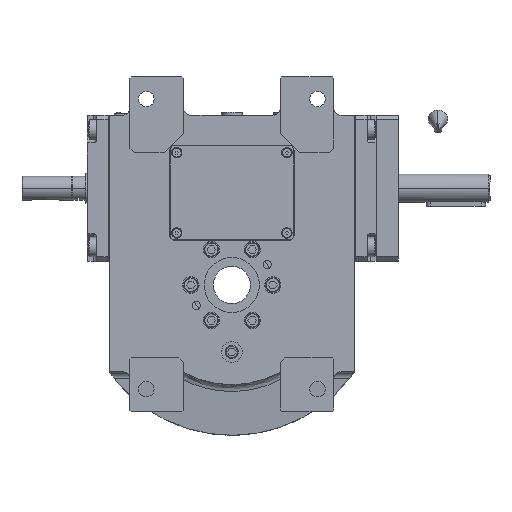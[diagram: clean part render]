
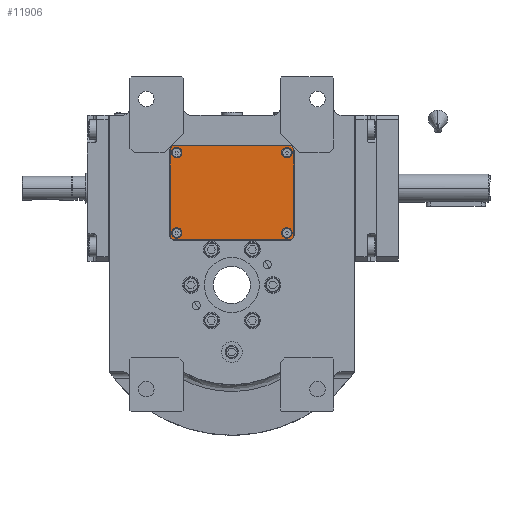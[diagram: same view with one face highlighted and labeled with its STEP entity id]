
A CAD part, front view. The second image highlights one B-rep face of the part: STEP entity #11906.
In plain terms, the highlighted face is planar.
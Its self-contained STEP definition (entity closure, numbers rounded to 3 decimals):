
#392 = DIRECTION ( 'NONE',  ( 1., 0., 0. ) ) ;
#688 = DIRECTION ( 'NONE',  ( 0.707, 0.707, 0. ) ) ;
#1229 = CARTESIAN_POINT ( 'NONE',  ( 33.5, 27., 3. ) ) ;
#2529 = DIRECTION ( 'NONE',  ( -1., 0., 0. ) ) ;
#3222 = VERTEX_POINT ( 'NONE', #57968 ) ;
#4480 = CIRCLE ( 'NONE', #38444, 3.5 ) ;
#4500 = DIRECTION ( 'NONE',  ( 0., 0., 1. ) ) ;
#4628 = EDGE_LOOP ( 'NONE', ( #45919, #33464, #69106, #51047, #55274, #25357, #10718, #57277 ) ) ;
#4748 = AXIS2_PLACEMENT_3D ( 'NONE', #5263, #10737, #61748 ) ;
#5263 = CARTESIAN_POINT ( 'NONE',  ( -37., -27., 3. ) ) ;
#5495 = ORIENTED_EDGE ( 'NONE', *, *, #53412, .F. ) ;
#6239 = EDGE_CURVE ( 'NONE', #56645, #27888, #50880, .T. ) ;
#6941 = CIRCLE ( 'NONE', #4748, 3.5 ) ;
#7746 = CARTESIAN_POINT ( 'NONE',  ( 39.5, 31.5, 3. ) ) ;
#8053 = EDGE_CURVE ( 'NONE', #17066, #55939, #36831, .T. ) ;
#8191 = ORIENTED_EDGE ( 'NONE', *, *, #60384, .F. ) ;
#8711 = LINE ( 'NONE', #13486, #72229 ) ;
#8849 = CARTESIAN_POINT ( 'NONE',  ( 33.5, -27., 3. ) ) ;
#8935 = CARTESIAN_POINT ( 'NONE',  ( 41.5, 29.5, 3. ) ) ;
#9062 = DIRECTION ( 'NONE',  ( -0.707, -0.707, 0. ) ) ;
#9884 = FACE_BOUND ( 'NONE', #30466, .T. ) ;
#10323 = CARTESIAN_POINT ( 'NONE',  ( 40.5, -27., 3. ) ) ;
#10521 = DIRECTION ( 'NONE',  ( 1., 0., 0. ) ) ;
#10718 = ORIENTED_EDGE ( 'NONE', *, *, #71437, .T. ) ;
#10737 = DIRECTION ( 'NONE',  ( 0., 0., 1. ) ) ;
#11166 = CIRCLE ( 'NONE', #59242, 3.5 ) ;
#11559 = VECTOR ( 'NONE', #688, 1000. ) ;
#11906 = ADVANCED_FACE ( 'NONE', ( #66030, #44745, #66381, #9884, #67129 ), #16096, .T. ) ;
#13012 = CIRCLE ( 'NONE', #38779, 3.5 ) ;
#13486 = CARTESIAN_POINT ( 'NONE',  ( -39.5, 31.5, 3. ) ) ;
#14205 = VECTOR ( 'NONE', #54281, 1000. ) ;
#15061 = DIRECTION ( 'NONE',  ( 1., 0., 0. ) ) ;
#15745 = CARTESIAN_POINT ( 'NONE',  ( 0., 0., 3. ) ) ;
#16064 = ORIENTED_EDGE ( 'NONE', *, *, #44851, .F. ) ;
#16096 = PLANE ( 'NONE',  #41037 ) ;
#16575 = VECTOR ( 'NONE', #2529, 1000. ) ;
#17066 = VERTEX_POINT ( 'NONE', #38998 ) ;
#18023 = DIRECTION ( 'NONE',  ( -1., 0., 0. ) ) ;
#18088 = CARTESIAN_POINT ( 'NONE',  ( -33.5, 27., 3. ) ) ;
#19806 = VECTOR ( 'NONE', #33356, 1000. ) ;
#20050 = CIRCLE ( 'NONE', #27071, 3.5 ) ;
#20181 = AXIS2_PLACEMENT_3D ( 'NONE', #60104, #63167, #29791 ) ;
#20541 = DIRECTION ( 'NONE',  ( -1., 0., 0. ) ) ;
#21168 = DIRECTION ( 'NONE',  ( 1., 0., 0. ) ) ;
#21560 = CARTESIAN_POINT ( 'NONE',  ( -37., 27., 3. ) ) ;
#21865 = EDGE_CURVE ( 'NONE', #53019, #38059, #4480, .T. ) ;
#22002 = DIRECTION ( 'NONE',  ( 0., 0., 1. ) ) ;
#22458 = EDGE_CURVE ( 'NONE', #27888, #17066, #26727, .T. ) ;
#22987 = EDGE_LOOP ( 'NONE', ( #5495, #66735 ) ) ;
#23021 = CARTESIAN_POINT ( 'NONE',  ( 39.5, -31.5, 3. ) ) ;
#23086 = EDGE_LOOP ( 'NONE', ( #16064, #58925 ) ) ;
#24236 = CARTESIAN_POINT ( 'NONE',  ( -37., 27., 3. ) ) ;
#24660 = VERTEX_POINT ( 'NONE', #47218 ) ;
#24670 = ORIENTED_EDGE ( 'NONE', *, *, #21865, .F. ) ;
#25292 = VERTEX_POINT ( 'NONE', #34627 ) ;
#25357 = ORIENTED_EDGE ( 'NONE', *, *, #67084, .T. ) ;
#26225 = EDGE_CURVE ( 'NONE', #55939, #27066, #51293, .T. ) ;
#26408 = CARTESIAN_POINT ( 'NONE',  ( -41.5, 29.5, 3. ) ) ;
#26727 = LINE ( 'NONE', #49079, #19806 ) ;
#26765 = LINE ( 'NONE', #26408, #14205 ) ;
#26903 = EDGE_CURVE ( 'NONE', #24660, #44600, #13012, .T. ) ;
#27066 = VERTEX_POINT ( 'NONE', #40046 ) ;
#27071 = AXIS2_PLACEMENT_3D ( 'NONE', #24236, #68297, #18023 ) ;
#27333 = EDGE_CURVE ( 'NONE', #42285, #38910, #26765, .T. ) ;
#27888 = VERTEX_POINT ( 'NONE', #36088 ) ;
#28336 = VERTEX_POINT ( 'NONE', #1229 ) ;
#28448 = AXIS2_PLACEMENT_3D ( 'NONE', #64964, #48419, #70823 ) ;
#29791 = DIRECTION ( 'NONE',  ( 1., 0., 0. ) ) ;
#30361 = CARTESIAN_POINT ( 'NONE',  ( 39.5, 31.5, 3. ) ) ;
#30466 = EDGE_LOOP ( 'NONE', ( #24670, #8191 ) ) ;
#31533 = DIRECTION ( 'NONE',  ( 0., 0., 1. ) ) ;
#32390 = VECTOR ( 'NONE', #52954, 1000. ) ;
#33356 = DIRECTION ( 'NONE',  ( 0., 1., 0. ) ) ;
#33464 = ORIENTED_EDGE ( 'NONE', *, *, #8053, .T. ) ;
#33786 = VERTEX_POINT ( 'NONE', #68978 ) ;
#34084 = CARTESIAN_POINT ( 'NONE',  ( -41.5, -29.5, 3. ) ) ;
#34627 = CARTESIAN_POINT ( 'NONE',  ( -40.5, 27., 3. ) ) ;
#36088 = CARTESIAN_POINT ( 'NONE',  ( 41.5, -29.5, 3. ) ) ;
#36831 = LINE ( 'NONE', #8935, #32390 ) ;
#37382 = CARTESIAN_POINT ( 'NONE',  ( 37., 27., 3. ) ) ;
#37630 = CIRCLE ( 'NONE', #41162, 3.5 ) ;
#38059 = VERTEX_POINT ( 'NONE', #8849 ) ;
#38444 = AXIS2_PLACEMENT_3D ( 'NONE', #65345, #70858, #15061 ) ;
#38779 = AXIS2_PLACEMENT_3D ( 'NONE', #71616, #4500, #55075 ) ;
#38910 = VERTEX_POINT ( 'NONE', #57135 ) ;
#38998 = CARTESIAN_POINT ( 'NONE',  ( 41.5, 29.5, 3. ) ) ;
#40046 = CARTESIAN_POINT ( 'NONE',  ( -39.5, 31.5, 3. ) ) ;
#41003 = EDGE_CURVE ( 'NONE', #3222, #28336, #58835, .T. ) ;
#41037 = AXIS2_PLACEMENT_3D ( 'NONE', #15745, #22002, #392 ) ;
#41162 = AXIS2_PLACEMENT_3D ( 'NONE', #37382, #31533, #20541 ) ;
#41320 = CIRCLE ( 'NONE', #28448, 3.5 ) ;
#42285 = VERTEX_POINT ( 'NONE', #62029 ) ;
#44600 = VERTEX_POINT ( 'NONE', #49232 ) ;
#44745 = FACE_BOUND ( 'NONE', #46373, .T. ) ;
#44851 = EDGE_CURVE ( 'NONE', #44600, #24660, #6941, .T. ) ;
#45392 = VECTOR ( 'NONE', #56441, 1000. ) ;
#45919 = ORIENTED_EDGE ( 'NONE', *, *, #22458, .T. ) ;
#46373 = EDGE_LOOP ( 'NONE', ( #56577, #51095 ) ) ;
#47218 = CARTESIAN_POINT ( 'NONE',  ( -40.5, -27., 3. ) ) ;
#48043 = VERTEX_POINT ( 'NONE', #18088 ) ;
#48419 = DIRECTION ( 'NONE',  ( 0., 0., 1. ) ) ;
#49079 = CARTESIAN_POINT ( 'NONE',  ( 41.5, -29.5, 3. ) ) ;
#49232 = CARTESIAN_POINT ( 'NONE',  ( -33.5, -27., 3. ) ) ;
#49797 = CARTESIAN_POINT ( 'NONE',  ( 39.5, -31.5, 3. ) ) ;
#50128 = LINE ( 'NONE', #58659, #66564 ) ;
#50880 = LINE ( 'NONE', #23021, #11559 ) ;
#51047 = ORIENTED_EDGE ( 'NONE', *, *, #69847, .T. ) ;
#51095 = ORIENTED_EDGE ( 'NONE', *, *, #57391, .F. ) ;
#51293 = LINE ( 'NONE', #30361, #16575 ) ;
#52954 = DIRECTION ( 'NONE',  ( -0.707, 0.707, 0. ) ) ;
#53019 = VERTEX_POINT ( 'NONE', #10323 ) ;
#53412 = EDGE_CURVE ( 'NONE', #48043, #25292, #11166, .T. ) ;
#54281 = DIRECTION ( 'NONE',  ( 0., -1., 0. ) ) ;
#55075 = DIRECTION ( 'NONE',  ( -1., 0., 0. ) ) ;
#55274 = ORIENTED_EDGE ( 'NONE', *, *, #27333, .T. ) ;
#55939 = VERTEX_POINT ( 'NONE', #7746 ) ;
#56441 = DIRECTION ( 'NONE',  ( 0.707, -0.707, 0. ) ) ;
#56577 = ORIENTED_EDGE ( 'NONE', *, *, #41003, .F. ) ;
#56645 = VERTEX_POINT ( 'NONE', #49797 ) ;
#57135 = CARTESIAN_POINT ( 'NONE',  ( -41.5, -29.5, 3. ) ) ;
#57277 = ORIENTED_EDGE ( 'NONE', *, *, #6239, .T. ) ;
#57378 = EDGE_CURVE ( 'NONE', #25292, #48043, #20050, .T. ) ;
#57391 = EDGE_CURVE ( 'NONE', #28336, #3222, #37630, .T. ) ;
#57968 = CARTESIAN_POINT ( 'NONE',  ( 40.5, 27., 3. ) ) ;
#58659 = CARTESIAN_POINT ( 'NONE',  ( -39.5, -31.5, 3. ) ) ;
#58835 = CIRCLE ( 'NONE', #20181, 3.5 ) ;
#58925 = ORIENTED_EDGE ( 'NONE', *, *, #26903, .F. ) ;
#59242 = AXIS2_PLACEMENT_3D ( 'NONE', #21560, #71420, #21168 ) ;
#60104 = CARTESIAN_POINT ( 'NONE',  ( 37., 27., 3. ) ) ;
#60384 = EDGE_CURVE ( 'NONE', #38059, #53019, #41320, .T. ) ;
#61247 = LINE ( 'NONE', #34084, #45392 ) ;
#61748 = DIRECTION ( 'NONE',  ( 1., 0., 0. ) ) ;
#62029 = CARTESIAN_POINT ( 'NONE',  ( -41.5, 29.5, 3. ) ) ;
#63167 = DIRECTION ( 'NONE',  ( 0., 0., 1. ) ) ;
#64964 = CARTESIAN_POINT ( 'NONE',  ( 37., -27., 3. ) ) ;
#65345 = CARTESIAN_POINT ( 'NONE',  ( 37., -27., 3. ) ) ;
#66030 = FACE_OUTER_BOUND ( 'NONE', #4628, .T. ) ;
#66381 = FACE_BOUND ( 'NONE', #22987, .T. ) ;
#66564 = VECTOR ( 'NONE', #10521, 1000. ) ;
#66735 = ORIENTED_EDGE ( 'NONE', *, *, #57378, .F. ) ;
#67084 = EDGE_CURVE ( 'NONE', #38910, #33786, #61247, .T. ) ;
#67129 = FACE_BOUND ( 'NONE', #23086, .T. ) ;
#68297 = DIRECTION ( 'NONE',  ( 0., 0., 1. ) ) ;
#68978 = CARTESIAN_POINT ( 'NONE',  ( -39.5, -31.5, 3. ) ) ;
#69106 = ORIENTED_EDGE ( 'NONE', *, *, #26225, .T. ) ;
#69847 = EDGE_CURVE ( 'NONE', #27066, #42285, #8711, .T. ) ;
#70823 = DIRECTION ( 'NONE',  ( -1., 0., 0. ) ) ;
#70858 = DIRECTION ( 'NONE',  ( 0., 0., 1. ) ) ;
#71420 = DIRECTION ( 'NONE',  ( 0., 0., 1. ) ) ;
#71437 = EDGE_CURVE ( 'NONE', #33786, #56645, #50128, .T. ) ;
#71616 = CARTESIAN_POINT ( 'NONE',  ( -37., -27., 3. ) ) ;
#72229 = VECTOR ( 'NONE', #9062, 1000. ) ;
